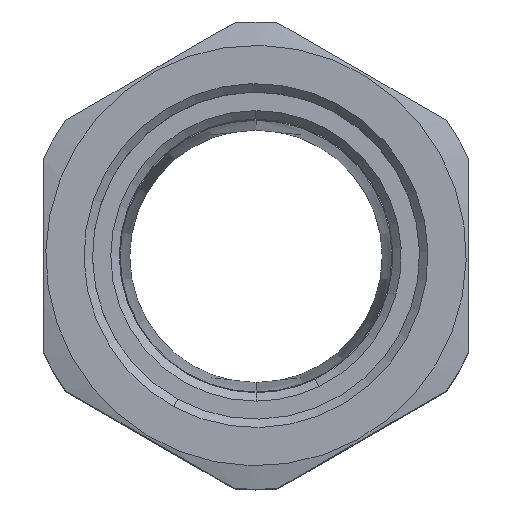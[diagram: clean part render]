
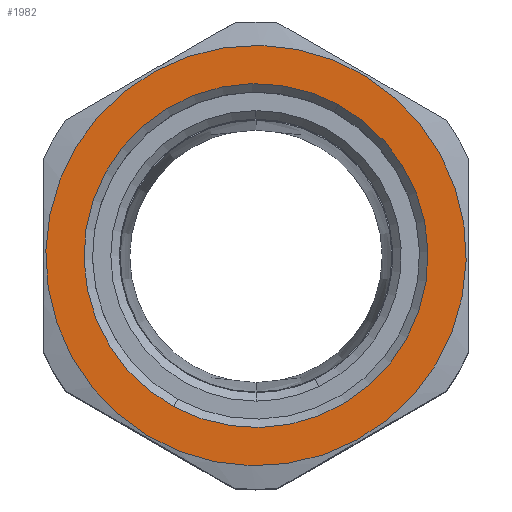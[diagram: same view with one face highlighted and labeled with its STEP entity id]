
A CAD part, top view. The second image highlights one B-rep face of the part: STEP entity #1982.
In plain terms, the highlighted planar face has unit normal (0, 0, 1).
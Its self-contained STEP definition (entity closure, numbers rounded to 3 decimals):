
#1849=AXIS2_PLACEMENT_3D('Circle Axis2P3D',#1847,#1848,$) ;
#1880=AXIS2_PLACEMENT_3D('Circle Axis2P3D',#1878,#1879,$) ;
#1958=AXIS2_PLACEMENT_3D('Plane Axis2P3D',#1955,#1956,#1957) ;
#1966=AXIS2_PLACEMENT_3D('Circle Axis2P3D',#1964,#1965,$) ;
#1975=AXIS2_PLACEMENT_3D('Circle Axis2P3D',#1973,#1974,$) ;
#1844=CARTESIAN_POINT('Vertex',(37.877,48.636,80.75)) ;
#1847=CARTESIAN_POINT('Axis2P3D Location',(25.,27.5,80.75)) ;
#1851=CARTESIAN_POINT('Vertex',(12.123,6.364,80.75)) ;
#1878=CARTESIAN_POINT('Axis2P3D Location',(25.,27.5,80.75)) ;
#1955=CARTESIAN_POINT('Axis2P3D Location',(25.,27.5,80.75)) ;
#1964=CARTESIAN_POINT('Axis2P3D Location',(25.,27.5,80.75)) ;
#1968=CARTESIAN_POINT('Vertex',(15.292,9.729,80.75)) ;
#1970=CARTESIAN_POINT('Vertex',(34.708,45.271,80.75)) ;
#1973=CARTESIAN_POINT('Axis2P3D Location',(25.,27.5,80.75)) ;
#1848=DIRECTION('Axis2P3D Direction',(0.,0.,-1.)) ;
#1879=DIRECTION('Axis2P3D Direction',(0.,0.,-1.)) ;
#1956=DIRECTION('Axis2P3D Direction',(0.,0.,-1.)) ;
#1957=DIRECTION('Axis2P3D XDirection',(0.,1.,0.)) ;
#1965=DIRECTION('Axis2P3D Direction',(0.,0.,-1.)) ;
#1974=DIRECTION('Axis2P3D Direction',(0.,0.,-1.)) ;
#1961=ORIENTED_EDGE('',*,*,#1882,.T.) ;
#1962=ORIENTED_EDGE('',*,*,#1853,.T.) ;
#1979=ORIENTED_EDGE('',*,*,#1972,.T.) ;
#1980=ORIENTED_EDGE('',*,*,#1977,.T.) ;
#1981=FACE_BOUND('',#1978,.T.) ;
#1982=ADVANCED_FACE('Body',(#1963,#1981),#1959,.F.) ;
#1850=CIRCLE('generated circle',#1849,24.75) ;
#1881=CIRCLE('generated circle',#1880,24.75) ;
#1967=CIRCLE('generated circle',#1966,20.25) ;
#1976=CIRCLE('generated circle',#1975,20.25) ;
#1853=EDGE_CURVE('',#1852,#1845,#1850,.F.) ;
#1882=EDGE_CURVE('',#1845,#1852,#1881,.F.) ;
#1972=EDGE_CURVE('',#1969,#1971,#1967,.T.) ;
#1977=EDGE_CURVE('',#1971,#1969,#1976,.T.) ;
#1960=EDGE_LOOP('',(#1961,#1962)) ;
#1978=EDGE_LOOP('',(#1979,#1980)) ;
#1963=FACE_OUTER_BOUND('',#1960,.T.) ;
#1959=PLANE('',#1958) ;
#1845=VERTEX_POINT('',#1844) ;
#1852=VERTEX_POINT('',#1851) ;
#1969=VERTEX_POINT('',#1968) ;
#1971=VERTEX_POINT('',#1970) ;
